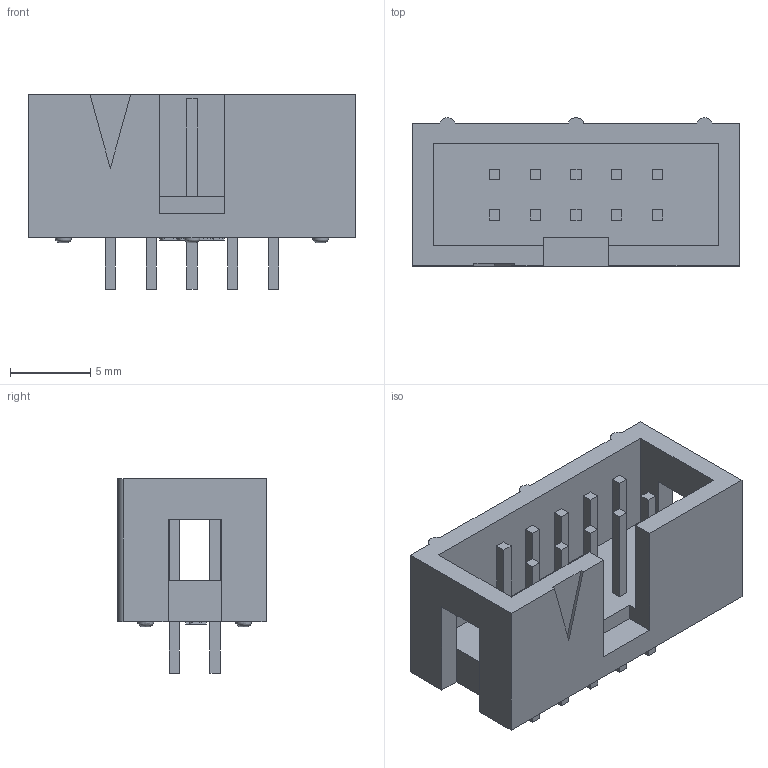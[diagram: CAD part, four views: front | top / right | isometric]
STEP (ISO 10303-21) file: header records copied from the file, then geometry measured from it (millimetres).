
FILE_DESCRIPTION(/* description */ (''),/* implementation_level */ '2;1');
FILE_NAME(/* name */ 'IDC Stecker 10pol_ipt_3559d85.STEP',/* time_stamp */ '2021-11-25T09:42:46-03:00',/* author */ ('ryll'),/* organization */ (''),/* preprocessor_version */ 'ST-DEVELOPER v18.1',/* originating_system */ 'Autodesk Inventor 2020',/* authorisation */ '');
FILE_SCHEMA (('AUTOMOTIVE_DESIGN { 1 0 10303 214 3 1 1 }'));
Length unit declared in the file: millimetre
Products named in the file (1): IDC Stecker 10pol
Bounding box: 20.32 x 9.22 x 12.12 mm (x, y, z)
Volume: 821.5 mm3; surface area: 1381.9 mm2
Topology: 1 solids, 1 shells, 221 faces, 585 edges, 392 vertices
Faces by surface type: plane 187, cylinder 29, bspline 5
Entity records: 7269 total; most frequent: CARTESIAN_POINT 1419, ORIENTED_EDGE 1170, DIRECTION 1102, EDGE_CURVE 585, LINE 502, VECTOR 502, VERTEX_POINT 392, AXIS2_PLACEMENT_3D 300
